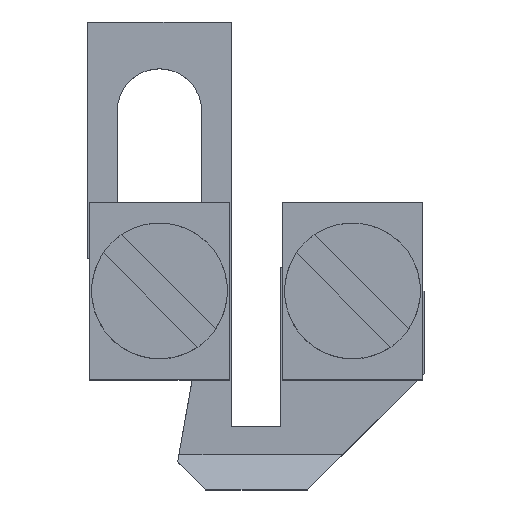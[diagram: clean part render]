
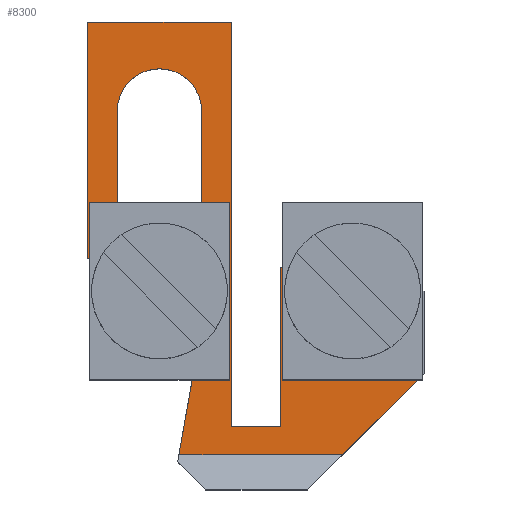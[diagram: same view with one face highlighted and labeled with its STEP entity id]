
A CAD part, top view. The second image highlights one B-rep face of the part: STEP entity #8300.
In plain terms, the highlighted face is planar.
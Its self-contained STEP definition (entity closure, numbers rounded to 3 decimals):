
#590=CARTESIAN_POINT('',(37.514,50.546,0.3));
#600=VERTEX_POINT('',#590);
#890=CARTESIAN_POINT('',(32.314,50.546,14.325));
#900=VERTEX_POINT('',#890);
#1150=CARTESIAN_POINT('',(32.314,50.546,14.4));
#1160=VERTEX_POINT('',#1150);
#1190=CARTESIAN_POINT('',(32.314,50.546,0.));
#1200=DIRECTION('',(0.,0.,-1.));
#1210=VECTOR('',#1200,1.);
#1220=LINE('',#1190,#1210);
#1230=EDGE_CURVE('',#1160,#900,#1220,.T.);
#2760=CARTESIAN_POINT('',(22.214,50.546,14.4));
#2770=VERTEX_POINT('',#2760);
#2800=CARTESIAN_POINT('',(0.,50.546,14.4));
#2810=DIRECTION('',(-1.,0.,0.));
#2820=VECTOR('',#2810,1.);
#2830=LINE('',#2800,#2820);
#2840=EDGE_CURVE('',#1160,#2770,#2830,.T.);
#3710=CARTESIAN_POINT('',(29.914,50.546,8.325));
#3720=VERTEX_POINT('',#3710);
#3750=CARTESIAN_POINT('',(0.,50.546,8.325));
#3760=DIRECTION('',(1.,0.,0.));
#3770=VECTOR('',#3760,1.);
#3780=LINE('',#3750,#3770);
#3790=CARTESIAN_POINT('',(37.514,50.546,8.325));
#3800=VERTEX_POINT('',#3790);
#3810=EDGE_CURVE('',#3720,#3800,#3780,.T.);
#4100=CARTESIAN_POINT('',(37.514,50.546,9.931));
#4110=VERTEX_POINT('',#4100);
#4290=CARTESIAN_POINT('',(37.514,50.546,0.));
#4300=DIRECTION('',(0.,0.,-1.));
#4310=VECTOR('',#4300,1.);
#4320=LINE('',#4290,#4310);
#4330=EDGE_CURVE('',#4110,#3800,#4320,.T.);
#6280=CARTESIAN_POINT('',(40.714,50.546,
10.495));
#6290=VERTEX_POINT('',#6280);
#6320=CARTESIAN_POINT('',(40.714,50.546,0.));
#6330=DIRECTION('',(0.,0.,-1.));
#6340=VECTOR('',#6330,1.);
#6350=LINE('',#6320,#6340);
#6360=CARTESIAN_POINT('',(40.714,50.546,3.5));
#6370=VERTEX_POINT('',#6360);
#6380=EDGE_CURVE('',#6290,#6370,#6350,.T.);
#6850=CARTESIAN_POINT('',(0.,50.546,6.15));
#6860=DIRECTION('',(1.,0.,0.));
#6870=VECTOR('',#6860,1.);
#6880=LINE('',#6850,#6870);
#6890=CARTESIAN_POINT('',(32.714,50.546,6.15));
#6900=VERTEX_POINT('',#6890);
#6910=CARTESIAN_POINT('',(39.514,50.546,6.15));
#6920=VERTEX_POINT('',#6910);
#6930=EDGE_CURVE('',#6900,#6920,#6880,.T.);
#7180=CARTESIAN_POINT('',(22.214,50.546,27.589));
#7190=DIRECTION('',(0.,1.,0.));
#7200=DIRECTION('',(1.,0.,0.));
#7210=AXIS2_PLACEMENT_3D('',#7180,#7190,#7200);
#7220=PLANE('',#7210);
#7230=ORIENTED_EDGE('',*,*,#4330,.F.);
#7240=ORIENTED_EDGE('',*,*,#3810,.T.);
#7250=CARTESIAN_POINT('',(29.914,50.546,0.));
#7260=DIRECTION('',(0.,0.,1.));
#7270=VECTOR('',#7260,1.);
#7280=LINE('',#7250,#7270);
#7290=CARTESIAN_POINT('',(29.914,50.546,9.525));
#7300=VERTEX_POINT('',#7290);
#7310=EDGE_CURVE('',#3720,#7300,#7280,.T.);
#7320=ORIENTED_EDGE('',*,*,#7310,.F.);
#7330=CARTESIAN_POINT('',(0.,50.546,9.525));
#7340=DIRECTION('',(1.,0.,0.));
#7350=VECTOR('',#7340,1.);
#7360=LINE('',#7330,#7350);
#7370=CARTESIAN_POINT('',(26.014,50.546,9.525));
#7380=VERTEX_POINT('',#7370);
#7390=EDGE_CURVE('',#7380,#7300,#7360,.T.);
#7400=ORIENTED_EDGE('',*,*,#7390,.T.);
#7410=CARTESIAN_POINT('',(26.014,50.546,11.325));
#7420=DIRECTION('',(0.,1.,0.));
#7430=DIRECTION('',(1.,0.,0.));
#7440=AXIS2_PLACEMENT_3D('',#7410,#7420,#7430);
#7450=CIRCLE('',#7440,1.8);
#7460=CARTESIAN_POINT('',(26.014,50.546,13.125));
#7470=VERTEX_POINT('',#7460);
#7480=EDGE_CURVE('',#7380,#7470,#7450,.T.);
#7490=ORIENTED_EDGE('',*,*,#7480,.F.);
#7500=CARTESIAN_POINT('',(0.,50.546,13.125));
#7510=DIRECTION('',(-1.,0.,0.));
#7520=VECTOR('',#7510,1.);
#7530=LINE('',#7500,#7520);
#7540=CARTESIAN_POINT('',(29.914,50.546,13.125));
#7550=VERTEX_POINT('',#7540);
#7560=EDGE_CURVE('',#7550,#7470,#7530,.T.);
#7570=ORIENTED_EDGE('',*,*,#7560,.T.);
#7580=CARTESIAN_POINT('',(29.914,50.546,14.325));
#7590=VERTEX_POINT('',#7580);
#7600=EDGE_CURVE('',#7550,#7590,#7280,.T.);
#7610=ORIENTED_EDGE('',*,*,#7600,.F.);
#7620=CARTESIAN_POINT('',(0.,50.546,14.325));
#7630=DIRECTION('',(-1.,0.,0.));
#7640=VECTOR('',#7630,1.);
#7650=LINE('',#7620,#7640);
#7660=EDGE_CURVE('',#900,#7590,#7650,.T.);
#7670=ORIENTED_EDGE('',*,*,#7660,.T.);
#7680=ORIENTED_EDGE('',*,*,#1230,.T.);
#7690=ORIENTED_EDGE('',*,*,#2840,.F.);
#7700=CARTESIAN_POINT('',(22.214,50.546,0.));
#7710=DIRECTION('',(0.,0.,-1.));
#7720=VECTOR('',#7710,1.);
#7730=LINE('',#7700,#7720);
#7740=CARTESIAN_POINT('',(22.214,50.546,8.25));
#7750=VERTEX_POINT('',#7740);
#7760=EDGE_CURVE('',#2770,#7750,#7730,.T.);
#7770=ORIENTED_EDGE('',*,*,#7760,.F.);
#7780=CARTESIAN_POINT('',(0.,50.546,8.25));
#7790=DIRECTION('',(-1.,0.,0.));
#7800=VECTOR('',#7790,1.);
#7810=LINE('',#7780,#7800);
#7820=CARTESIAN_POINT('',(39.514,50.546,8.25));
#7830=VERTEX_POINT('',#7820);
#7840=EDGE_CURVE('',#7830,#7750,#7810,.T.);
#7850=ORIENTED_EDGE('',*,*,#7840,.T.);
#7860=CARTESIAN_POINT('',(39.514,50.546,0.));
#7870=DIRECTION('',(0.,0.,1.));
#7880=VECTOR('',#7870,1.);
#7890=LINE('',#7860,#7880);
#7900=EDGE_CURVE('',#6920,#7830,#7890,.T.);
#7910=ORIENTED_EDGE('',*,*,#7900,.T.);
#7920=ORIENTED_EDGE('',*,*,#6930,.T.);
#7930=CARTESIAN_POINT('',(32.714,50.546,0.));
#7940=DIRECTION('',(0.,0.,1.));
#7950=VECTOR('',#7940,1.);
#7960=LINE('',#7930,#7950);
#7970=CARTESIAN_POINT('',(32.714,50.546,6.075));
#7980=VERTEX_POINT('',#7970);
#7990=EDGE_CURVE('',#7980,#6900,#7960,.T.);
#8000=ORIENTED_EDGE('',*,*,#7990,.T.);
#8010=CARTESIAN_POINT('',(0.,50.546,6.075));
#8020=DIRECTION('',(-1.,0.,0.));
#8030=VECTOR('',#8020,1.);
#8040=LINE('',#8010,#8030);
#8050=CARTESIAN_POINT('',(37.514,50.546,6.075));
#8060=VERTEX_POINT('',#8050);
#8070=EDGE_CURVE('',#8060,#7980,#8040,.T.);
#8080=ORIENTED_EDGE('',*,*,#8070,.T.);
#8090=CARTESIAN_POINT('',(37.514,50.546,0.));
#8100=DIRECTION('',(0.,0.,-1.));
#8110=VECTOR('',#8100,1.);
#8120=LINE('',#8090,#8110);
#8130=EDGE_CURVE('',#8060,#600,#8120,.T.);
#8140=ORIENTED_EDGE('',*,*,#8130,.F.);
#8150=CARTESIAN_POINT('',(37.214,50.546,0.));
#8160=DIRECTION('',(-0.707,0.,
-0.707));
#8170=VECTOR('',#8160,1.);
#8180=LINE('',#8150,#8170);
#8190=EDGE_CURVE('',#6370,#600,#8180,.T.);
#8200=ORIENTED_EDGE('',*,*,#8190,.T.);
#8210=ORIENTED_EDGE('',*,*,#6380,.T.);
#8220=CARTESIAN_POINT('',(0.,50.546,3.316));
#8230=DIRECTION('',(0.985,0.,
0.174));
#8240=VECTOR('',#8230,1.);
#8250=LINE('',#8220,#8240);
#8260=EDGE_CURVE('',#4110,#6290,#8250,.T.);
#8270=ORIENTED_EDGE('',*,*,#8260,.T.);
#8280=EDGE_LOOP('',(#8270,#8210,#8200,#8140,#8080,#8000,#7920,#7910,
#7850,#7770,#7690,#7680,#7670,#7610,#7570,#7490,#7400,#7320,#7240,#7230)
);
#8290=FACE_OUTER_BOUND('',#8280,.T.);
#8300=ADVANCED_FACE('',(#8290),#7220,.T.);
